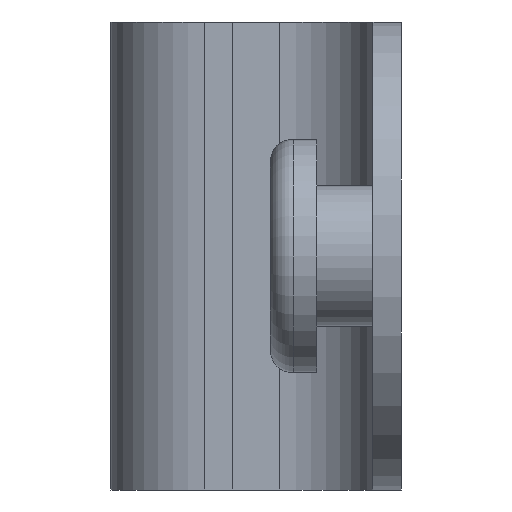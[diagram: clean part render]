
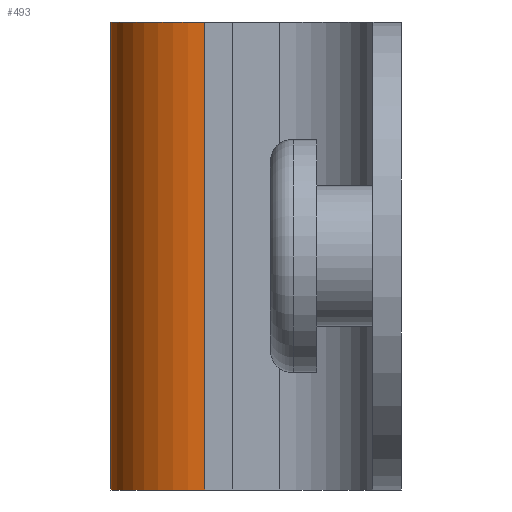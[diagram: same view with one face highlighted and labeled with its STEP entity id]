
A CAD part, left-side view. The second image highlights one B-rep face of the part: STEP entity #493.
In plain terms, the highlighted cylindrical face has radius 2 mm (diameter 4 mm), a partial arc.
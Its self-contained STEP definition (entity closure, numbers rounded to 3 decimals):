
#39=FACE_OUTER_BOUND('',#68,.T.);
#68=EDGE_LOOP('',(#361,#362,#363,#364));
#101=LINE('',#771,#144);
#114=LINE('',#811,#157);
#144=VECTOR('',#611,10.);
#157=VECTOR('',#642,10.);
#188=CIRCLE('',#548,2.);
#193=CIRCLE('',#554,2.);
#217=VERTEX_POINT('',#768);
#218=VERTEX_POINT('',#770);
#227=VERTEX_POINT('',#790);
#236=VERTEX_POINT('',#810);
#266=EDGE_CURVE('',#218,#217,#101,.T.);
#277=EDGE_CURVE('',#217,#227,#188,.T.);
#286=EDGE_CURVE('',#227,#236,#114,.T.);
#287=EDGE_CURVE('',#236,#218,#193,.T.);
#361=ORIENTED_EDGE('',*,*,#277,.T.);
#362=ORIENTED_EDGE('',*,*,#286,.T.);
#363=ORIENTED_EDGE('',*,*,#287,.T.);
#364=ORIENTED_EDGE('',*,*,#266,.T.);
#478=CYLINDRICAL_SURFACE('',#553,2.);
#493=ADVANCED_FACE('',(#39),#478,.T.);
#548=AXIS2_PLACEMENT_3D('',#792,#626,#627);
#553=AXIS2_PLACEMENT_3D('',#809,#640,#641);
#554=AXIS2_PLACEMENT_3D('',#812,#643,#644);
#611=DIRECTION('',(0.,0.,-1.));
#626=DIRECTION('center_axis',(0.,0.,1.));
#627=DIRECTION('ref_axis',(-0.707,0.707,0.));
#640=DIRECTION('center_axis',(0.,0.,-1.));
#641=DIRECTION('ref_axis',(-0.707,0.707,0.));
#642=DIRECTION('',(0.,0.,1.));
#643=DIRECTION('center_axis',(0.,0.,-1.));
#644=DIRECTION('ref_axis',(-0.707,0.707,0.));
#768=CARTESIAN_POINT('',(-11.1,6.2,-5.));
#770=CARTESIAN_POINT('',(-11.1,6.2,5.));
#771=CARTESIAN_POINT('',(-11.1,6.2,5.));
#790=CARTESIAN_POINT('',(-13.1,4.2,-5.));
#792=CARTESIAN_POINT('Origin',(-11.1,4.2,-5.));
#809=CARTESIAN_POINT('Origin',(-11.1,4.2,5.));
#810=CARTESIAN_POINT('',(-13.1,4.2,5.));
#811=CARTESIAN_POINT('',(-13.1,4.2,5.));
#812=CARTESIAN_POINT('Origin',(-11.1,4.2,5.));
